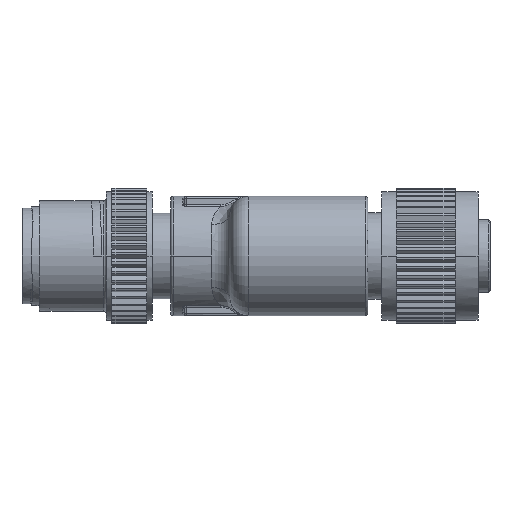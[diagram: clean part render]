
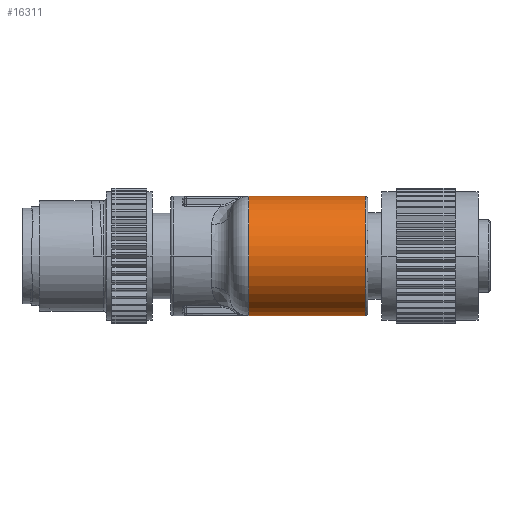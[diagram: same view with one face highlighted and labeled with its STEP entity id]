
A CAD part, front view. The second image highlights one B-rep face of the part: STEP entity #16311.
In plain terms, the highlighted cylindrical face has radius 6.5 mm (diameter 13 mm), a partial arc.
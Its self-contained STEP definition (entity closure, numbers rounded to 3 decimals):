
#4290=CARTESIAN_POINT('',(8.98,-9.,6.5));
#4395=DIRECTION('',(-1.,0.,0.));
#4396=VECTOR('',#4395,1.4);
#4397=CARTESIAN_POINT('',(10.38,-9.,6.5));
#4398=LINE('',#4397,#4396);
#4399=DIRECTION('',(-1.,0.,0.));
#4400=VECTOR('',#4399,11.3);
#4401=CARTESIAN_POINT('',(8.98,-9.,
-6.5));
#4402=LINE('',#4401,#4400);
#4403=CARTESIAN_POINT('',(-2.32,-9.,0.));
#4404=DIRECTION('',(-1.,0.,0.));
#4405=DIRECTION('',(0.,0.,-1.));
#4406=AXIS2_PLACEMENT_3D('',#4403,#4404,#4405);
#4408=DIRECTION('',(1.,0.,0.));
#4409=VECTOR('',#4408,11.3);
#4410=CARTESIAN_POINT('',(-2.32,-9.,6.5));
#4411=LINE('',#4410,#4409);
#4412=CARTESIAN_POINT('',(10.38,-9.,0.));
#4413=DIRECTION('',(1.,0.,0.));
#4414=DIRECTION('',(0.,0.,1.));
#4415=AXIS2_PLACEMENT_3D('',#4412,#4413,#4414);
#4417=DIRECTION('',(-1.,0.,0.));
#4418=VECTOR('',#4417,1.4);
#4419=CARTESIAN_POINT('',(10.38,-9.,-6.5));
#4420=LINE('',#4419,#4418);
#7753=VERTEX_POINT('',#4290);
#7755=CARTESIAN_POINT('',(-2.32,-9.,6.5));
#7756=VERTEX_POINT('',#7755);
#7821=CARTESIAN_POINT('',(-2.32,-9.,-6.5));
#7822=VERTEX_POINT('',#7821);
#7823=CARTESIAN_POINT('',(8.98,-9.,
-6.5));
#7824=VERTEX_POINT('',#7823);
#7885=CARTESIAN_POINT('',(10.38,-9.,-6.5));
#7886=VERTEX_POINT('',#7885);
#7887=CARTESIAN_POINT('',(10.38,-9.,6.5));
#7888=VERTEX_POINT('',#7887);
#16296=CARTESIAN_POINT('',(-4.32,-9.,0.));
#16297=DIRECTION('',(1.,0.,0.));
#16298=DIRECTION('',(0.,1.,0.));
#16299=AXIS2_PLACEMENT_3D('',#16296,#16297,#16298);
#16300=CYLINDRICAL_SURFACE('',#16299,6.5);
#16301=ORIENTED_EDGE('',*,*,#14479,.T.);
#16303=ORIENTED_EDGE('',*,*,#16302,.T.);
#16304=ORIENTED_EDGE('',*,*,#15917,.T.);
#16305=ORIENTED_EDGE('',*,*,#16284,.F.);
#16307=ORIENTED_EDGE('',*,*,#16306,.T.);
#16308=ORIENTED_EDGE('',*,*,#16280,.T.);
#16309=EDGE_LOOP('',(#16301,#16303,#16304,#16305,#16307,#16308));
#16310=FACE_OUTER_BOUND('',#16309,.F.);
#16311=ADVANCED_FACE('',(#16310),#16300,.T.);
#4407=CIRCLE('',#4406,6.5);
#4416=CIRCLE('',#4415,6.5);
#14479=EDGE_CURVE('',#7824,#7822,#4402,.T.);
#15917=EDGE_CURVE('',#7756,#7753,#4411,.T.);
#16280=EDGE_CURVE('',#7886,#7824,#4420,.T.);
#16284=EDGE_CURVE('',#7888,#7753,#4398,.T.);
#16302=EDGE_CURVE('',#7822,#7756,#4407,.T.);
#16306=EDGE_CURVE('',#7888,#7886,#4416,.T.);
